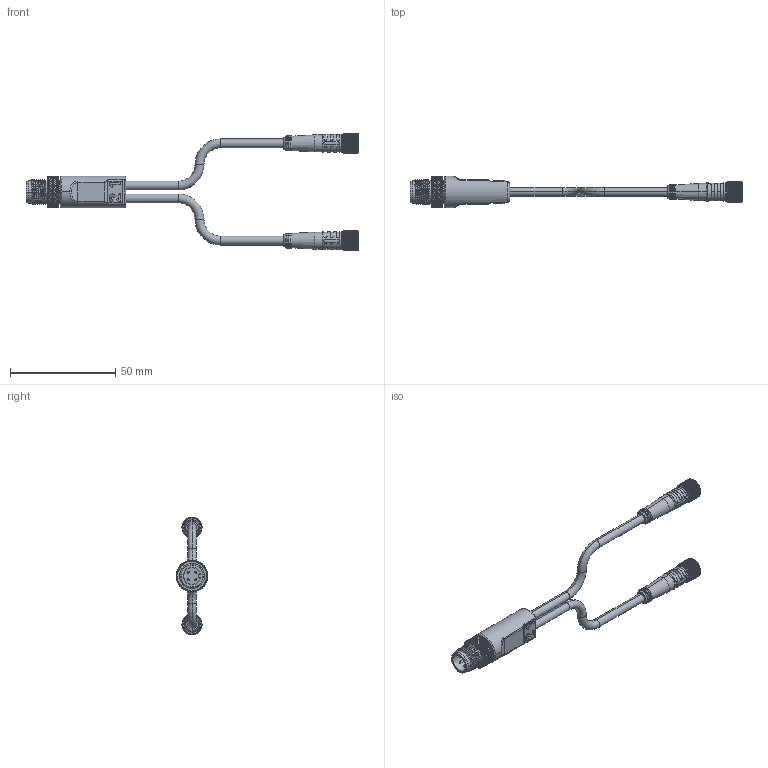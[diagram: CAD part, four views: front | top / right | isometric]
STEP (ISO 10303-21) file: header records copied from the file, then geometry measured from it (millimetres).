
FILE_DESCRIPTION((''),'2;1');
FILE_NAME('248094_SM01_ASM','2025-07-21T10:56:29',('banengservice'),('BANNER ENGINEERING'),'CREO PARAMETRIC BY PTC INC, 2022414','CREO PARAMETRIC BY PTC INC, 2022414','');
FILE_SCHEMA(('CONFIG_CONTROL_DESIGN'));
Products named in the file (2): 248094_EP01; 248094_SM01_ASM
Assembly tree (1 placements, depth 2):
  248094_SM01_ASM
    248094_EP01
Bounding box: 157.47 x 15 x 55.6 mm (x, y, z)
Volume: 11690.8 mm3; surface area: 10236.1 mm2
Topology: 1 solids, 1 shells, 6662 faces, 14923 edges, 8298 vertices
Faces by surface type: bspline 4590, cylinder 1369, plane 609, extrusion 28, cone 26, torus 18, revolution 14, sphere 8
Entity records: 289244 total; most frequent: CARTESIAN_POINT 181312, ORIENTED_EDGE 29830, EDGE_CURVE 14915, B_SPLINE_CURVE_WITH_KNOTS 11978, VERTEX_POINT 8298, DIRECTION 8121, EDGE_LOOP 6721, FACE_OUTER_BOUND 6662
